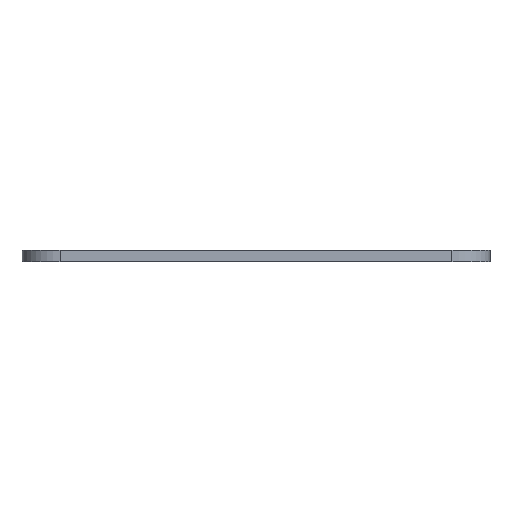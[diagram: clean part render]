
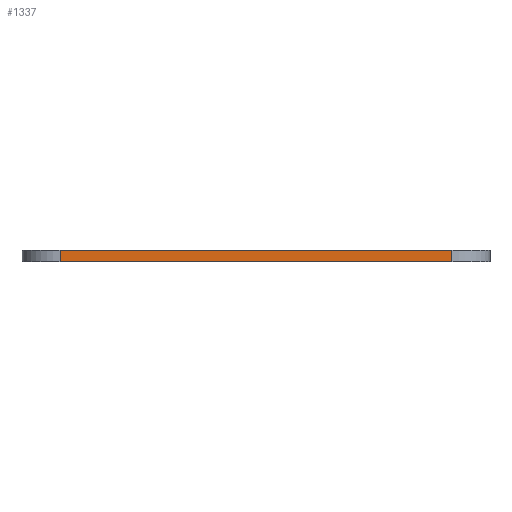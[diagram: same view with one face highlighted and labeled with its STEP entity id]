
A CAD part, front view. The second image highlights one B-rep face of the part: STEP entity #1337.
In plain terms, the highlighted planar face has unit normal (0, -1, 0).
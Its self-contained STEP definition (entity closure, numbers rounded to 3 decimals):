
#63=PLANE('',#1481);
#129=FACE_OUTER_BOUND('',#205,.T.);
#205=EDGE_LOOP('',(#1161,#1162,#1163,#1164));
#221=LINE('',#1883,#349);
#226=LINE('',#1895,#354);
#264=LINE('',#2038,#392);
#341=LINE('',#2248,#469);
#349=VECTOR('',#1493,10.);
#354=VECTOR('',#1504,10.);
#392=VECTOR('',#1620,10.);
#469=VECTOR('',#1859,10.);
#542=VERTEX_POINT('',#1880);
#543=VERTEX_POINT('',#1882);
#547=VERTEX_POINT('',#1894);
#613=VERTEX_POINT('',#2036);
#670=EDGE_CURVE('',#542,#543,#221,.T.);
#676=EDGE_CURVE('',#543,#547,#226,.T.);
#748=EDGE_CURVE('',#547,#613,#264,.T.);
#853=EDGE_CURVE('',#613,#542,#341,.T.);
#1161=ORIENTED_EDGE('',*,*,#670,.F.);
#1162=ORIENTED_EDGE('',*,*,#853,.F.);
#1163=ORIENTED_EDGE('',*,*,#748,.F.);
#1164=ORIENTED_EDGE('',*,*,#676,.F.);
#1337=ADVANCED_FACE('',(#129),#63,.T.);
#1481=AXIS2_PLACEMENT_3D('',#2247,#1857,#1858);
#1493=DIRECTION('',(0.,0.,-1.));
#1504=DIRECTION('',(-1.,0.,0.));
#1620=DIRECTION('',(0.,0.,1.));
#1857=DIRECTION('center_axis',(0.,-1.,0.));
#1858=DIRECTION('ref_axis',(1.,0.,0.));
#1859=DIRECTION('',(1.,0.,0.));
#1880=CARTESIAN_POINT('',(45.578,-68.609,1.5));
#1882=CARTESIAN_POINT('',(45.578,-68.609,0.));
#1883=CARTESIAN_POINT('',(45.578,-68.609,0.));
#1894=CARTESIAN_POINT('',(-5.903,-68.609,0.));
#1895=CARTESIAN_POINT('',(50.578,-68.609,0.));
#2036=CARTESIAN_POINT('',(-5.903,-68.609,1.5));
#2038=CARTESIAN_POINT('',(-5.903,-68.609,0.));
#2247=CARTESIAN_POINT('Origin',(-10.903,-68.609,0.));
#2248=CARTESIAN_POINT('',(50.578,-68.609,1.5));
